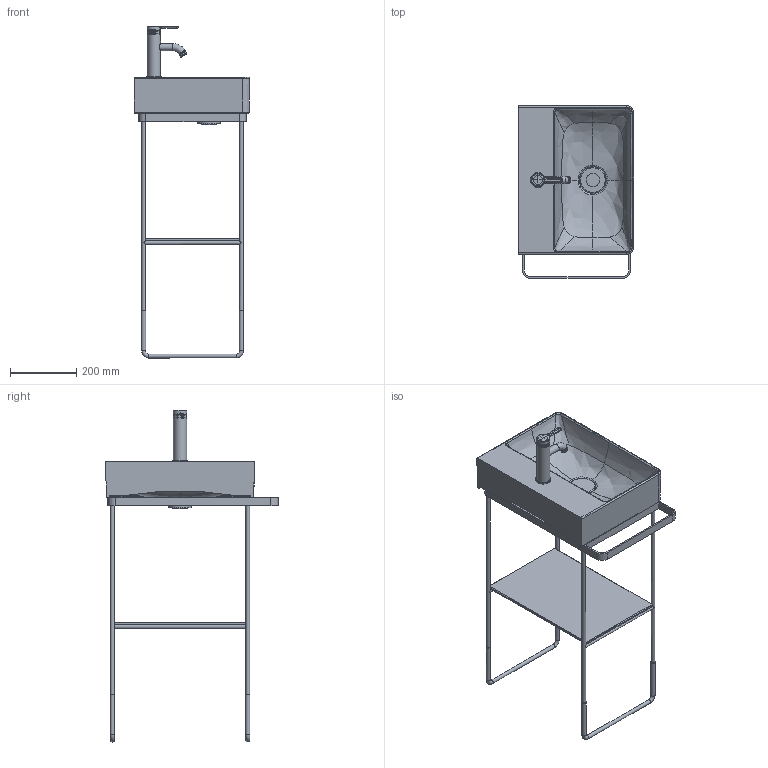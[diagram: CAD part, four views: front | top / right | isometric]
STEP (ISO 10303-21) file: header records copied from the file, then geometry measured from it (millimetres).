
FILE_DESCRIPTION((''),'2;1');
FILE_NAME('073245_003109.stp','2017-06-29T13:57:02',('Administrator'),(''),'Autodesk Inventor 2011','Autodesk Inventor 2011','');
FILE_SCHEMA(('CONFIG_CONTROL_DESIGN'));
Length unit declared in the file: millimetre
Products named in the file (17): 073245_003109; 073245; Armatur C1 Handwaschbecken; 509114_ASM; 615830; 615831; 636748; 615729; 615737; Kelch_Stopfen DuraSquare Bgr; Metallkonsole 003109 bodenstehend; Rahmen 535x351x25; Rohrstütze bodenstehend kurz; Rohrstrebe kurz; Rohrverstellung; Glaseinleger Metallkonsole 003109_003110
Assembly tree (21 placements, depth 5):
  073245_003109
    073245
      073245
      Armatur C1 Handwaschbecken
        509114_ASM
          615830
          615831
        636748
        615729
        615737
      Kelch_Stopfen DuraSquare Bgr
    Metallkonsole 003109 bodenstehend
      Rahmen 535x351x25
      Rohrstütze bodenstehend kurz  x2
      Rohrstrebe kurz  x2
      Rohrverstellung  x4
    Glaseinleger Metallkonsole 003109_003110
Bounding box: 350.05 x 522.52 x 1005.59 mm (x, y, z)
Volume: 8018230.4 mm3; surface area: 1268199.7 mm2
Topology: 18 solids, 21 shells, 448 faces, 1039 edges, 640 vertices
Faces by surface type: bspline 148, plane 148, cylinder 97, torus 25, cone 22, sphere 8
Full cylindrical faces by diameter (mm): 6 x1, 11.5 x10, 12 x2, 13 x4, 14 x4, 16 x5, 16.5 x2, 17.3 x1, 17.55 x1, 18.5 x2, 18.75 x1, 22 x2, 27.189 x1, 30.452 x1, 34 x1, 34.5 x1, 35 x1, 35.4 x1, 35.5 x1, 36.185 x1, 36.9 x4, 37.3 x1, 37.6 x1, 40 x2, 42.482 x1, 42.5 x1, 45.115 x1, 46 x2, 68.6 x1, 80.006 x1
Entity records: 51110 total; most frequent: CARTESIAN_POINT 41859, ORIENTED_EDGE 1758, DIRECTION 1524, EDGE_CURVE 879, AXIS2_PLACEMENT_3D 626, VERTEX_POINT 587, EDGE_LOOP 554, FACE_OUTER_BOUND 422
